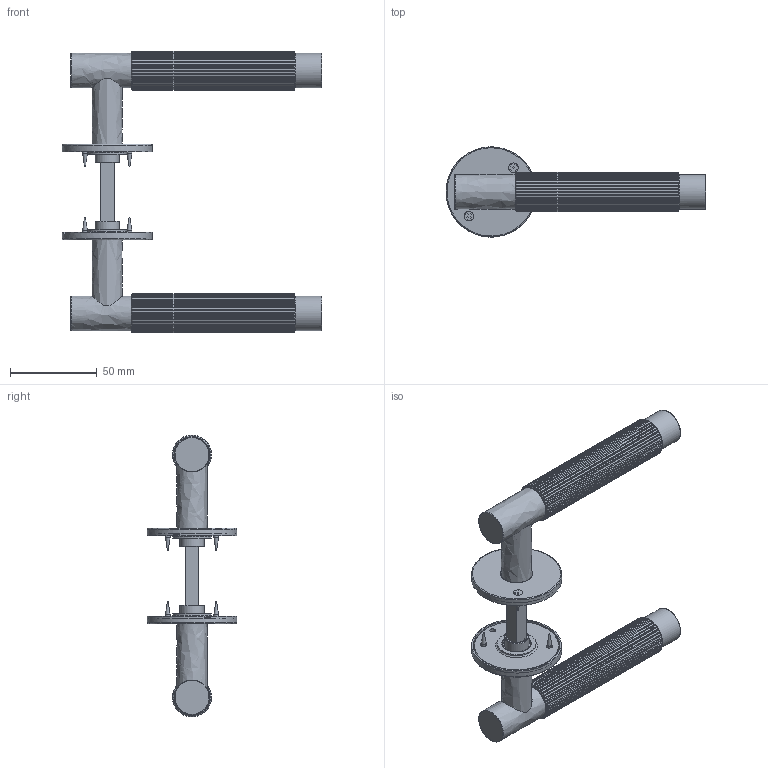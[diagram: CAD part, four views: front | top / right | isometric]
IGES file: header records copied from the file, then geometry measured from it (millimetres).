
Global section: file name: PK6046R52; native system: Autodesk Inventor 2024; preprocessor: unknown; author: camerond; date: 20250516.115018; units: millimetre
Bounding box: 149.99 x 51.99 x 162.66 mm (x, y, z)
Volume: 127872 mm3; surface area: 76823.1 mm2
Topology: 29 solids, 29 shells, 806 faces, 2278 edges, 1556 vertices
Faces by surface type: bspline 806
